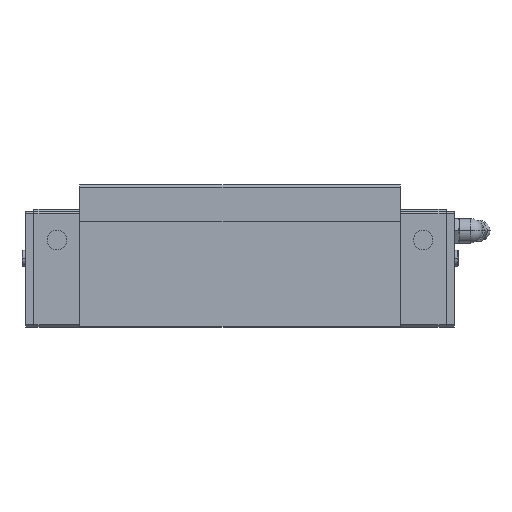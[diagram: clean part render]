
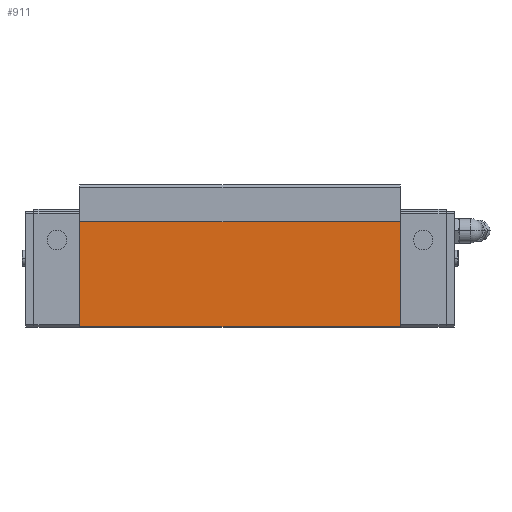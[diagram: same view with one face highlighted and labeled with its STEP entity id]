
A CAD part, left-side view. The second image highlights one B-rep face of the part: STEP entity #911.
In plain terms, the highlighted planar face has unit normal (-1, 0, 0).
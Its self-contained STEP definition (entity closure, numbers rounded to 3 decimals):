
#911=ADVANCED_FACE('',(#1879),#1880,.T.);
#1879=FACE_OUTER_BOUND('',#2878,.T.);
#1880=PLANE('',#2879);
#2878=EDGE_LOOP('',(#5585,#5586,#5587,#5588));
#2879=AXIS2_PLACEMENT_3D('',#5589,#5590,#5591);
#5585=ORIENTED_EDGE('',*,*,#6842,.F.);
#5586=ORIENTED_EDGE('',*,*,#6887,.F.);
#5587=ORIENTED_EDGE('',*,*,#6820,.F.);
#5588=ORIENTED_EDGE('',*,*,#6885,.T.);
#5589=CARTESIAN_POINT('',(-42.2,93.501,19.0));
#5590=DIRECTION('',(-1.0,0.0,0.0));
#5591=DIRECTION('',(0.0,0.0,1.0));
#6820=EDGE_CURVE('',#8400,#8402,#8403,.T.);
#6842=EDGE_CURVE('',#8430,#8432,#8433,.T.);
#6885=EDGE_CURVE('',#8400,#8432,#8490,.T.);
#6887=EDGE_CURVE('',#8402,#8430,#8492,.T.);
#8400=VERTEX_POINT('',#10887);
#8402=VERTEX_POINT('',#10890);
#8403=LINE('',#10891,#10892);
#8430=VERTEX_POINT('',#10932);
#8432=VERTEX_POINT('',#10935);
#8433=LINE('',#10936,#10937);
#8490=LINE('',#11021,#11022);
#8492=LINE('',#11024,#11025);
#10887=CARTESIAN_POINT('',(-42.2,23.601,54.0));
#10890=CARTESIAN_POINT('',(-42.2,23.601,8.2));
#10891=CARTESIAN_POINT('',(-42.2,23.601,29.0));
#10892=VECTOR('',#12201,1.0);
#10932=CARTESIAN_POINT('',(-42.2,163.401,8.2));
#10935=CARTESIAN_POINT('',(-42.2,163.401,54.0));
#10936=CARTESIAN_POINT('',(-42.2,163.401,29.0));
#10937=VECTOR('',#12216,1.0);
#11021=CARTESIAN_POINT('',(-42.2,93.501,54.0));
#11022=VECTOR('',#12256,1.0);
#11024=CARTESIAN_POINT('',(-42.2,128.451,8.2));
#11025=VECTOR('',#12257,1.0);
#12201=DIRECTION('',(-0.0,-0.0,-1.0));
#12216=DIRECTION('',(0.0,0.0,1.0));
#12256=DIRECTION('',(0.0,1.0,0.0));
#12257=DIRECTION('',(0.0,1.0,-0.0));
